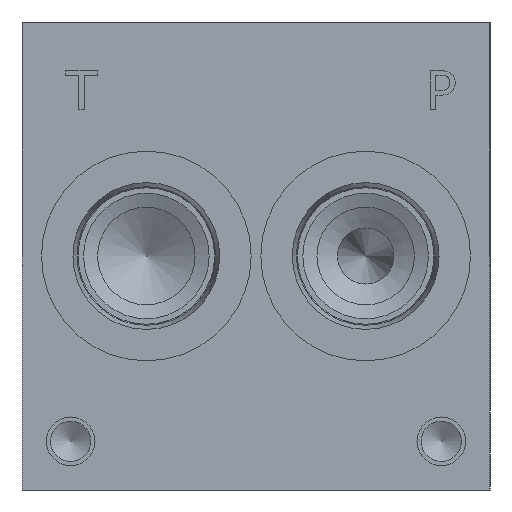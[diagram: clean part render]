
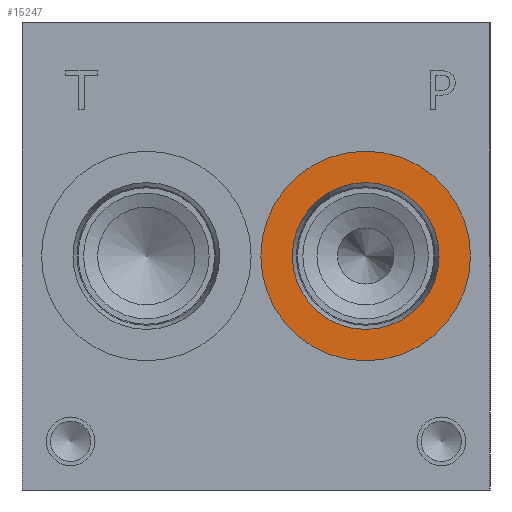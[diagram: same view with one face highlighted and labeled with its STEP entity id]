
A CAD part, left-side view. The second image highlights one B-rep face of the part: STEP entity #15247.
In plain terms, the highlighted planar face has unit normal (-1, 0, 0).
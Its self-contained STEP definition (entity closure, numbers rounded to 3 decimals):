
#454=CIRCLE('',#16096,17.069);
#455=CIRCLE('',#16097,17.069);
#456=CIRCLE('',#16098,11.951);
#709=FACE_BOUND('',#2733,.T.);
#1125=PLANE('',#16095);
#1845=FACE_OUTER_BOUND('',#2732,.T.);
#2732=EDGE_LOOP('',(#13278,#13279));
#2733=EDGE_LOOP('',(#13280));
#7192=VERTEX_POINT('',#26262);
#7193=VERTEX_POINT('',#26263);
#7194=VERTEX_POINT('',#26266);
#9279=EDGE_CURVE('',#7192,#7193,#454,.T.);
#9280=EDGE_CURVE('',#7193,#7192,#455,.T.);
#9281=EDGE_CURVE('',#7194,#7194,#456,.T.);
#13278=ORIENTED_EDGE('',*,*,#9279,.T.);
#13279=ORIENTED_EDGE('',*,*,#9280,.T.);
#13280=ORIENTED_EDGE('',*,*,#9281,.F.);
#15247=ADVANCED_FACE('',(#1845,#709),#1125,.T.);
#16095=AXIS2_PLACEMENT_3D('',#26261,#19062,#19063);
#16096=AXIS2_PLACEMENT_3D('',#26264,#19064,#19065);
#16097=AXIS2_PLACEMENT_3D('',#26265,#19066,#19067);
#16098=AXIS2_PLACEMENT_3D('',#26267,#19068,#19069);
#19062=DIRECTION('center_axis',(-1.,0.,0.));
#19063=DIRECTION('ref_axis',(0.,1.,0.));
#19064=DIRECTION('center_axis',(-1.,0.,0.));
#19065=DIRECTION('ref_axis',(0.,1.,0.));
#19066=DIRECTION('center_axis',(-1.,0.,0.));
#19067=DIRECTION('ref_axis',(0.,1.,0.));
#19068=DIRECTION('center_axis',(-1.,0.,0.));
#19069=DIRECTION('ref_axis',(0.,1.,0.));
#26261=CARTESIAN_POINT('Origin',(0.787,20.244,38.1));
#26262=CARTESIAN_POINT('',(0.787,37.313,38.1));
#26263=CARTESIAN_POINT('',(0.787,3.175,38.1));
#26264=CARTESIAN_POINT('Origin',(0.787,20.244,38.1));
#26265=CARTESIAN_POINT('Origin',(0.787,20.244,38.1));
#26266=CARTESIAN_POINT('',(0.787,8.293,38.1));
#26267=CARTESIAN_POINT('Origin',(0.787,20.244,38.1));
